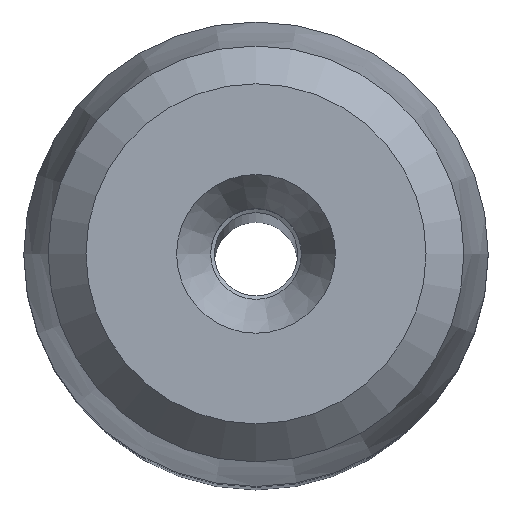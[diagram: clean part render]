
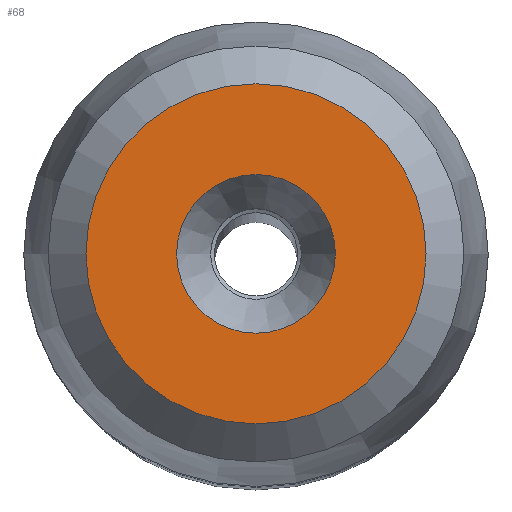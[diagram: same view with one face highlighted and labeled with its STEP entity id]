
A CAD part, top view. The second image highlights one B-rep face of the part: STEP entity #68.
In plain terms, the highlighted planar face has unit normal (0, 0, 1).
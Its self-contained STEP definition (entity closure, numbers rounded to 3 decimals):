
#68=ADVANCED_FACE('',(#110,#111),#98,.F.);
#98=PLANE('',#895);
#110=FACE_BOUND('',#154,.T.);
#111=FACE_BOUND('',#155,.T.);
#154=EDGE_LOOP('',(#206));
#155=EDGE_LOOP('',(#207));
#206=ORIENTED_EDGE('',*,*,#333,.F.);
#207=ORIENTED_EDGE('',*,*,#334,.T.);
#296=VERTEX_POINT('',#1215);
#297=VERTEX_POINT('',#1217);
#333=EDGE_CURVE('',#296,#296,#378,.T.);
#334=EDGE_CURVE('',#297,#297,#379,.T.);
#378=CIRCLE('',#893,1.05);
#379=CIRCLE('',#894,2.25);
#893=AXIS2_PLACEMENT_3D('',#1214,#1016,#1017);
#894=AXIS2_PLACEMENT_3D('',#1216,#1018,#1019);
#895=AXIS2_PLACEMENT_3D('',#1218,#1020,#1021);
#1016=DIRECTION('',(0.,0.,1.));
#1017=DIRECTION('',(-1.,0.,0.));
#1018=DIRECTION('',(0.,0.,1.));
#1019=DIRECTION('',(-1.,0.,0.));
#1020=DIRECTION('',(0.,0.,-1.));
#1021=DIRECTION('',(-1.,0.,0.));
#1214=CARTESIAN_POINT('',(0.,0.,80.));
#1215=CARTESIAN_POINT('',(-1.05,0.,80.));
#1216=CARTESIAN_POINT('',(0.,0.,80.));
#1217=CARTESIAN_POINT('',(-2.25,0.,80.));
#1218=CARTESIAN_POINT('',(0.,0.,80.));
